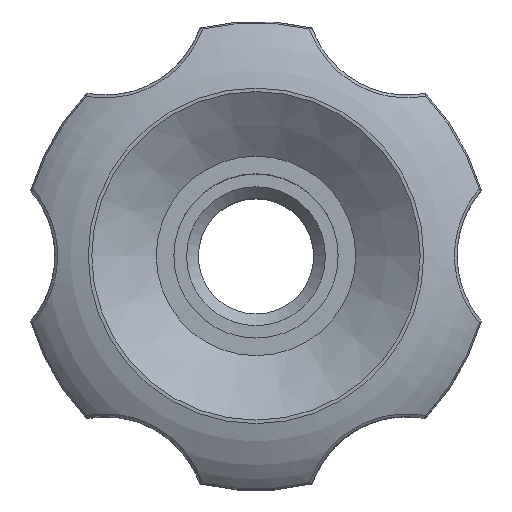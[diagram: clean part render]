
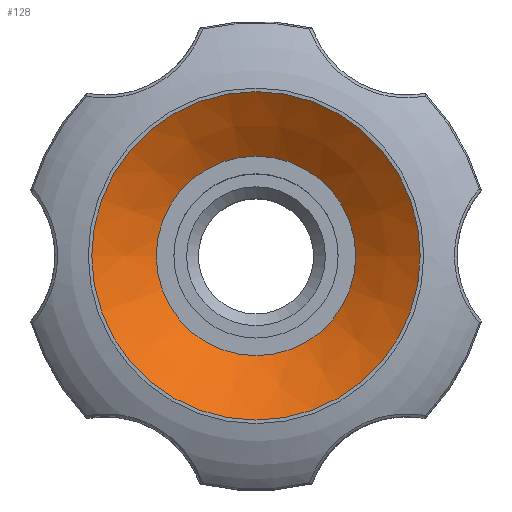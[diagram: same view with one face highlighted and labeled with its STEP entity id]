
A CAD part, top view. The second image highlights one B-rep face of the part: STEP entity #128.
In plain terms, the highlighted conical face has half-angle 55.359 degrees and reference radius 7 mm.
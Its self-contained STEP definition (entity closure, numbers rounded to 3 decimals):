
#128 = ADVANCED_FACE( '', ( #286, #287 ), #288, .F. );
#286 = FACE_BOUND( '', #1903, .T. );
#287 = FACE_OUTER_BOUND( '', #1904, .T. );
#288 = CONICAL_SURFACE( '', #1905, 7., 0.966 );
#1903 = EDGE_LOOP( '', ( #3211 ) );
#1904 = EDGE_LOOP( '', ( #3212 ) );
#1905 = AXIS2_PLACEMENT_3D( '', #3213, #3214, #3215 );
#3211 = ORIENTED_EDGE( '', *, *, #3541, .F. );
#3212 = ORIENTED_EDGE( '', *, *, #3572, .T. );
#3213 = CARTESIAN_POINT( '', ( 0., 0., 20. ) );
#3214 = DIRECTION( '', ( 0., 0., 1. ) );
#3215 = DIRECTION( '', ( 1., 0., 0. ) );
#3541 = EDGE_CURVE( '', #3778, #3778, #3779, .T. );
#3572 = EDGE_CURVE( '', #3824, #3824, #3825, .T. );
#3778 = VERTEX_POINT( '', #5318 );
#3779 = CIRCLE( '', #5319, 4.25 );
#3824 = VERTEX_POINT( '', #5719 );
#3825 = CIRCLE( '', #5720, 7. );
#5318 = CARTESIAN_POINT( '', ( 4.25, 0., 18.1 ) );
#5319 = AXIS2_PLACEMENT_3D( '', #6295, #6296, #6297 );
#5719 = CARTESIAN_POINT( '', ( 7., 0., 20. ) );
#5720 = AXIS2_PLACEMENT_3D( '', #6320, #6321, #6322 );
#6295 = CARTESIAN_POINT( '', ( 0., 0., 18.1 ) );
#6296 = DIRECTION( '', ( 0., 0., 1. ) );
#6297 = DIRECTION( '', ( 1., 0., 0. ) );
#6320 = CARTESIAN_POINT( '', ( 0., 0., 20. ) );
#6321 = DIRECTION( '', ( 0., 0., 1. ) );
#6322 = DIRECTION( '', ( 1., 0., 0. ) );
